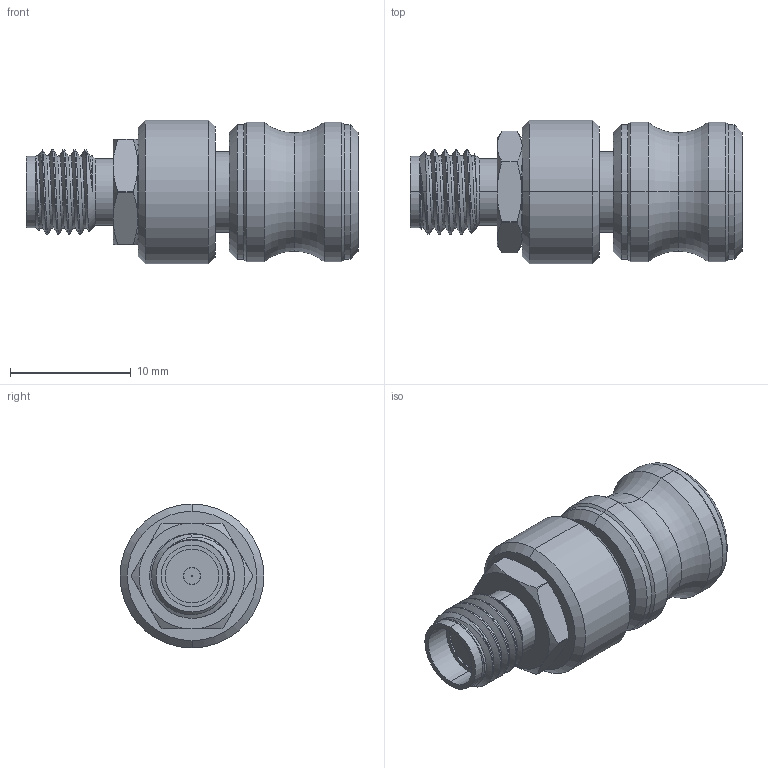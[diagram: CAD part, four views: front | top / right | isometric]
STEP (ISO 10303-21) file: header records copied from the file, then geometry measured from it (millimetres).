
FILE_DESCRIPTION (( 'STEP AP203' ), '1' );
FILE_NAME ('LCAD9774_3D.STEP', '2022-08-24T21:49:29', ( '' ), ( '' ), 'SwSTEP 2.0', 'SolidWorks 2021', '' );
FILE_SCHEMA (( 'CONFIG_CONTROL_DESIGN' ));
Products named in the file (1): LCAD9774_3D
Bounding box: 27.48 x 11.91 x 11.91 mm (x, y, z)
Volume: 1883.5 mm3; surface area: 2998.8 mm2
Topology: 7 solids, 7 shells, 497 faces, 1383 edges, 906 vertices
Faces by surface type: bspline 203, cylinder 163, cone 67, plane 58, torus 6
Entity records: 80257 total; most frequent: CARTESIAN_POINT 70184, ORIENTED_EDGE 2762, DIRECTION 1426, EDGE_CURVE 1381, VERTEX_POINT 906, AXIS2_PLACEMENT_3D 519, EDGE_LOOP 517, ADVANCED_FACE 497
